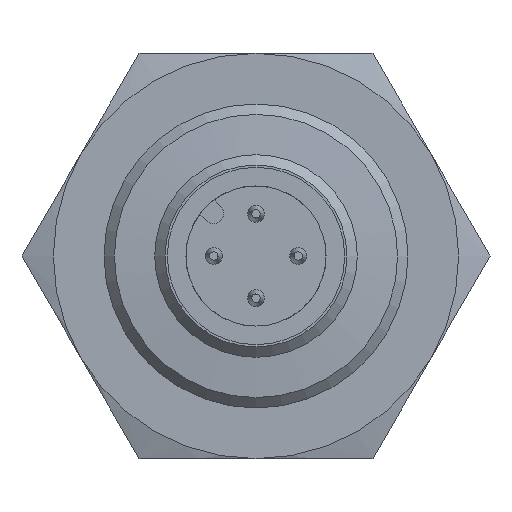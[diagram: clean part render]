
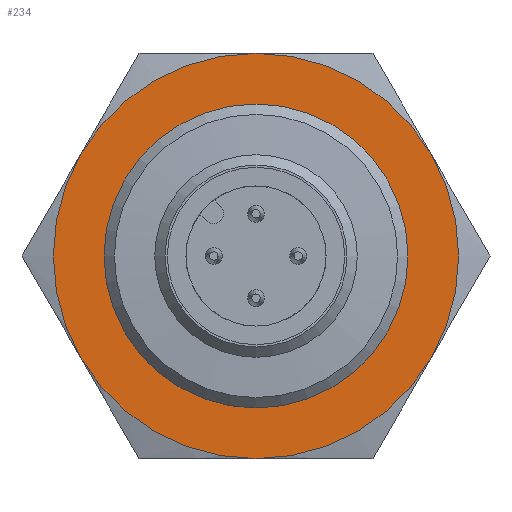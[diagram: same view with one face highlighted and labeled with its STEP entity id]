
A CAD part, left-side view. The second image highlights one B-rep face of the part: STEP entity #234.
In plain terms, the highlighted planar face has unit normal (-1, 0, 0).
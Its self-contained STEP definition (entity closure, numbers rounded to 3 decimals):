
#234 = ADVANCED_FACE( '', ( #394, #395 ), #396, .F. );
#394 = FACE_OUTER_BOUND( '', #566, .T. );
#395 = FACE_BOUND( '', #567, .T. );
#396 = PLANE( '', #568 );
#566 = EDGE_LOOP( '', ( #889, #890, #891, #892, #893, #894 ) );
#567 = EDGE_LOOP( '', ( #895 ) );
#568 = AXIS2_PLACEMENT_3D( '', #896, #897, #898 );
#889 = ORIENTED_EDGE( '', *, *, #1053, .F. );
#890 = ORIENTED_EDGE( '', *, *, #1054, .F. );
#891 = ORIENTED_EDGE( '', *, *, #1055, .F. );
#892 = ORIENTED_EDGE( '', *, *, #1051, .F. );
#893 = ORIENTED_EDGE( '', *, *, #1049, .F. );
#894 = ORIENTED_EDGE( '', *, *, #1050, .F. );
#895 = ORIENTED_EDGE( '', *, *, #1041, .T. );
#896 = CARTESIAN_POINT( '', ( 0., 0., 0. ) );
#897 = DIRECTION( '', ( 1., 0., 0. ) );
#898 = DIRECTION( '', ( 0., 0., -1. ) );
#1041 = EDGE_CURVE( '', #1196, #1196, #1197, .T. );
#1049 = EDGE_CURVE( '', #1169, #1187, #1208, .T. );
#1050 = EDGE_CURVE( '', #1178, #1169, #1209, .T. );
#1051 = EDGE_CURVE( '', #1187, #1210, #1211, .T. );
#1053 = EDGE_CURVE( '', #1213, #1178, #1214, .T. );
#1054 = EDGE_CURVE( '', #1215, #1213, #1216, .T. );
#1055 = EDGE_CURVE( '', #1210, #1215, #1217, .T. );
#1169 = VERTEX_POINT( '', #1779 );
#1178 = VERTEX_POINT( '', #1809 );
#1187 = VERTEX_POINT( '', #1839 );
#1196 = VERTEX_POINT( '', #1858 );
#1197 = CIRCLE( '', #1859, 9. );
#1208 = CIRCLE( '', #1875, 12. );
#1209 = CIRCLE( '', #1876, 12. );
#1210 = VERTEX_POINT( '', #1877 );
#1211 = CIRCLE( '', #1878, 12. );
#1213 = VERTEX_POINT( '', #1885 );
#1214 = CIRCLE( '', #1886, 12. );
#1215 = VERTEX_POINT( '', #1887 );
#1216 = CIRCLE( '', #1888, 12. );
#1217 = CIRCLE( '', #1889, 12. );
#1779 = CARTESIAN_POINT( '', ( 0., 0., 12. ) );
#1809 = CARTESIAN_POINT( '', ( 0., 10.392, 6. ) );
#1839 = CARTESIAN_POINT( '', ( 0., -10.392, 6. ) );
#1858 = CARTESIAN_POINT( '', ( 0., 0., -9. ) );
#1859 = AXIS2_PLACEMENT_3D( '', #2075, #2076, #2077 );
#1875 = AXIS2_PLACEMENT_3D( '', #2096, #2097, #2098 );
#1876 = AXIS2_PLACEMENT_3D( '', #2099, #2100, #2101 );
#1877 = CARTESIAN_POINT( '', ( 0., -10.392, -6. ) );
#1878 = AXIS2_PLACEMENT_3D( '', #2102, #2103, #2104 );
#1885 = CARTESIAN_POINT( '', ( 0., 10.392, -6. ) );
#1886 = AXIS2_PLACEMENT_3D( '', #2105, #2106, #2107 );
#1887 = CARTESIAN_POINT( '', ( 0., 0., -12. ) );
#1888 = AXIS2_PLACEMENT_3D( '', #2108, #2109, #2110 );
#1889 = AXIS2_PLACEMENT_3D( '', #2111, #2112, #2113 );
#2075 = CARTESIAN_POINT( '', ( 0., 0., 0. ) );
#2076 = DIRECTION( '', ( 1., 0., 0. ) );
#2077 = DIRECTION( '', ( 0., 0., -1. ) );
#2096 = CARTESIAN_POINT( '', ( 0., 0., 0. ) );
#2097 = DIRECTION( '', ( 1., 0., 0. ) );
#2098 = DIRECTION( '', ( 0., 0., -1. ) );
#2099 = CARTESIAN_POINT( '', ( 0., 0., 0. ) );
#2100 = DIRECTION( '', ( 1., 0., 0. ) );
#2101 = DIRECTION( '', ( 0., 0., -1. ) );
#2102 = CARTESIAN_POINT( '', ( 0., 0., 0. ) );
#2103 = DIRECTION( '', ( 1., 0., 0. ) );
#2104 = DIRECTION( '', ( 0., 0., -1. ) );
#2105 = CARTESIAN_POINT( '', ( 0., 0., 0. ) );
#2106 = DIRECTION( '', ( 1., 0., 0. ) );
#2107 = DIRECTION( '', ( 0., 0., -1. ) );
#2108 = CARTESIAN_POINT( '', ( 0., 0., 0. ) );
#2109 = DIRECTION( '', ( 1., 0., 0. ) );
#2110 = DIRECTION( '', ( 0., 0., -1. ) );
#2111 = CARTESIAN_POINT( '', ( 0., 0., 0. ) );
#2112 = DIRECTION( '', ( 1., 0., 0. ) );
#2113 = DIRECTION( '', ( 0., 0., -1. ) );
